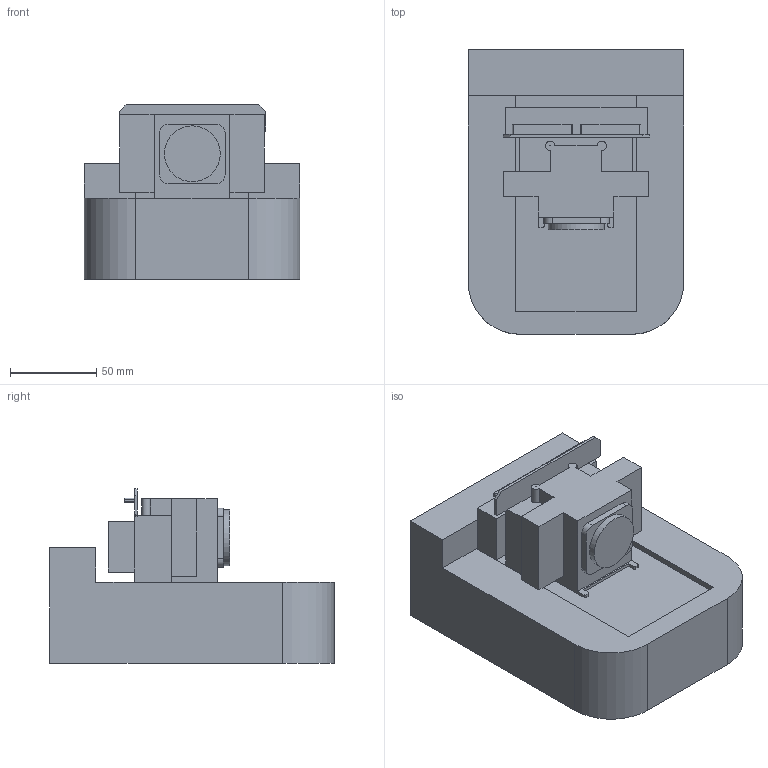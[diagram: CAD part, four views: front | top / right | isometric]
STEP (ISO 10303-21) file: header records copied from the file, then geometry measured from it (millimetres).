
FILE_DESCRIPTION(/* description */ (''),/* implementation_level */ '2;1');
FILE_NAME(/* name */ 'proj_NaMi.stp',/* time_stamp */ '2025-11-10T19:49:09+01:00',/* author */ (''),/* organization */ (''),/* preprocessor_version */ 'ST-DEVELOPER v20',/* originating_system */ 'SIEMENS PLM Software NX2406.1700',/* authorisation */ '');
FILE_SCHEMA (('AP203_CONFIGURATION_CONTROLLED_3D_DESIGN_OF_MECHANICAL_PARTS_AND_ASSEMBLIES_MIM_LF { 1 0 10303 403 2 1 2}'));
Length unit declared in the file: millimetre
Products named in the file (1): proj_NaMi
Bounding box: 125 x 165 x 101.2 mm (x, y, z)
Volume: 1187068.8 mm3; surface area: 99803.4 mm2
Topology: 1 solids, 1 shells, 106 faces, 287 edges, 189 vertices
Faces by surface type: plane 78, cylinder 28
Full cylindrical faces by diameter (mm): 0.2 x1, 32.4 x1
Entity records: 3370 total; most frequent: CARTESIAN_POINT 579, ORIENTED_EDGE 568, DIRECTION 554, EDGE_CURVE 284, LINE 228, VECTOR 228, VERTEX_POINT 188, AXIS2_PLACEMENT_3D 163
